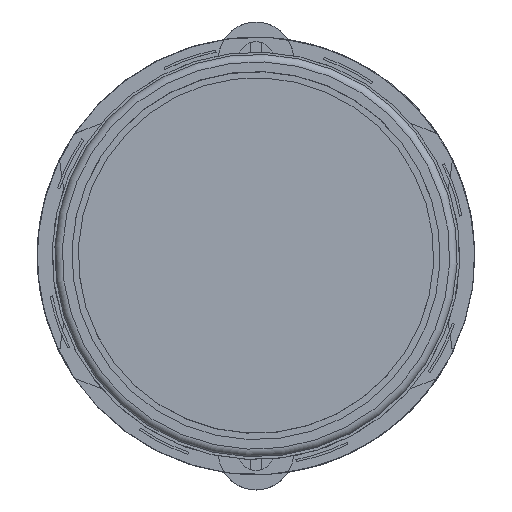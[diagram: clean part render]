
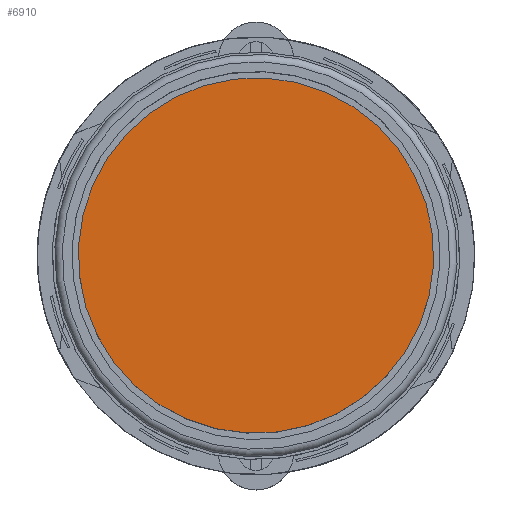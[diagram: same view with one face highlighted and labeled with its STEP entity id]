
A CAD part, top view. The second image highlights one B-rep face of the part: STEP entity #6910.
In plain terms, the highlighted planar face has unit normal (0, 0, 1).
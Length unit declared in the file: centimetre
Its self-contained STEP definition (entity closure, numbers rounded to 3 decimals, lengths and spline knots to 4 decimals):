
#317=PLANE('',#7369);
#597=FACE_OUTER_BOUND('',#1022,.T.);
#1022=EDGE_LOOP('',(#4796));
#2855=CIRCLE('',#7368,1.1775);
#3072=VERTEX_POINT('',#9815);
#3753=EDGE_CURVE('',#3072,#3072,#2855,.T.);
#4796=ORIENTED_EDGE('',*,*,#3753,.F.);
#6910=ADVANCED_FACE('',(#597),#317,.F.);
#7368=AXIS2_PLACEMENT_3D('',#9816,#7970,#7971);
#7369=AXIS2_PLACEMENT_3D('',#9818,#7973,#7974);
#7970=DIRECTION('center_axis',(0.,0.,
-1.));
#7971=DIRECTION('ref_axis',(0.8,0.601,0.));
#7973=DIRECTION('center_axis',(0.,0.,
-1.));
#7974=DIRECTION('ref_axis',(0.8,0.601,0.));
#9815=CARTESIAN_POINT('',(-0.9415,-0.7072,3.7248));
#9816=CARTESIAN_POINT('Origin',(0.,0.,
3.7248));
#9818=CARTESIAN_POINT('Origin',(0.,0.,
3.7248));
